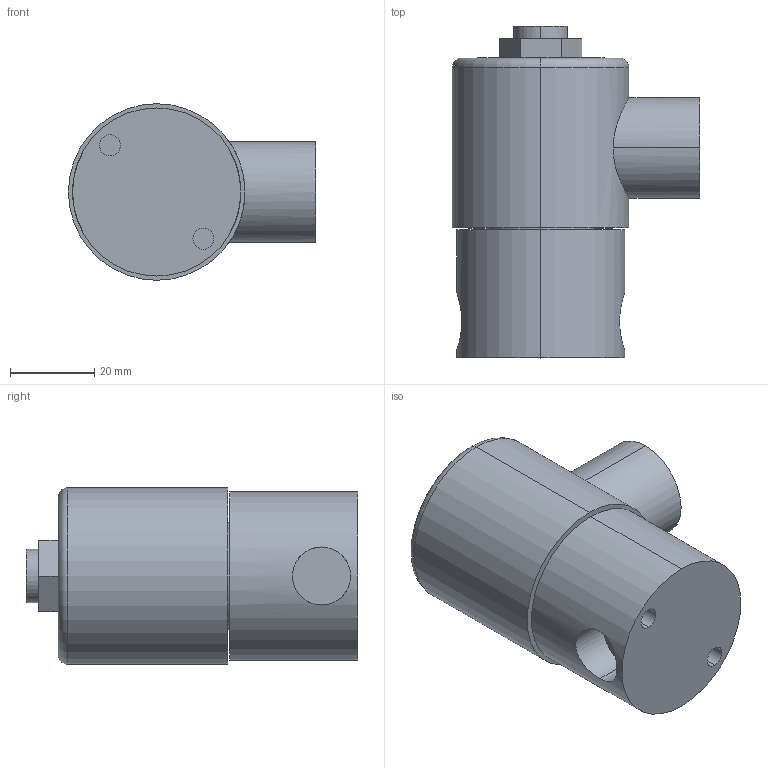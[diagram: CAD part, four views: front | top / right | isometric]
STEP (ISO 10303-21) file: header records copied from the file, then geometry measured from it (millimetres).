
FILE_DESCRIPTION (( 'STEP AP214' ), '1' );
FILE_NAME ('YS301A-5B.STEP', '2025-09-03T05:43:55', ( '' ), ( '' ), 'SwSTEP 2.0', 'SolidWorks 2024', '' );
FILE_SCHEMA (( 'AUTOMOTIVE_DESIGN' ));
Length unit declared in the file: millimetre
Products named in the file (3): ZS301-2_5B; YS301A-5B; AS301A
Assembly tree (2 placements, depth 2):
  YS301A-5B
    ZS301-2_5B
    AS301A
Bounding box: 58.8 x 78.93 x 42 mm (x, y, z)
Volume: 96220.9 mm3; surface area: 19079.9 mm2
Topology: 2 solids, 2 shells, 44 faces, 88 edges, 58 vertices
Faces by surface type: cylinder 22, plane 20, torus 2
Entity records: 1510 total; most frequent: CARTESIAN_POINT 471, DIRECTION 222, ORIENTED_EDGE 176, AXIS2_PLACEMENT_3D 91, EDGE_CURVE 88, VERTEX_POINT 58, EDGE_LOOP 54, ADVANCED_FACE 44
